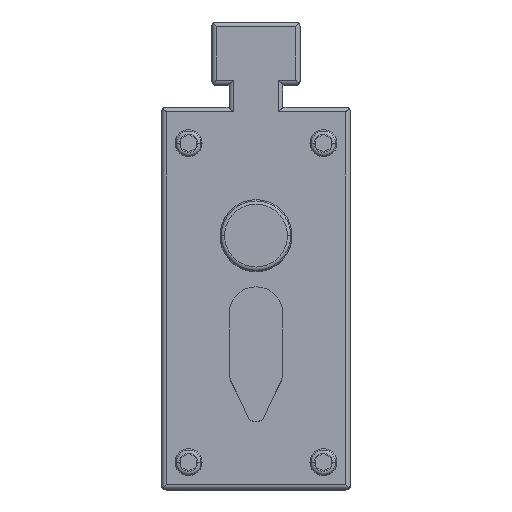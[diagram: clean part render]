
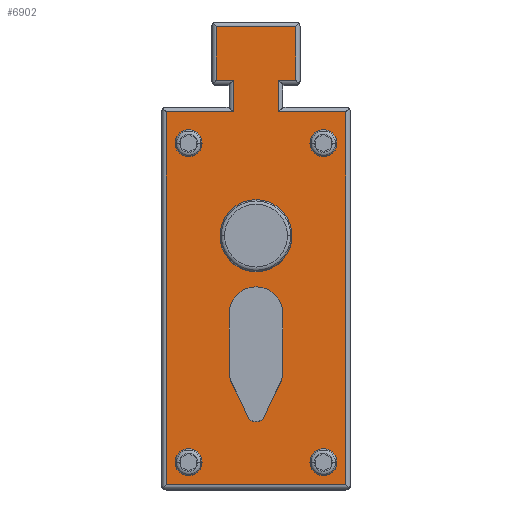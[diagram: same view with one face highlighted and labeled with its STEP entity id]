
A CAD part, top view. The second image highlights one B-rep face of the part: STEP entity #6902.
In plain terms, the highlighted planar face has unit normal (0, 0, 1).
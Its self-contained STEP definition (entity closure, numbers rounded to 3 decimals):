
#5912=CARTESIAN_POINT('',(10.5,30.,0.));
#5913=DIRECTION('',(0.,0.,-1.));
#5914=DIRECTION('',(0.,-1.,0.));
#5915=AXIS2_PLACEMENT_3D('',#5912,#5913,#5914);
#5920=CARTESIAN_POINT('',(10.5,30.,0.));
#5921=DIRECTION('',(0.,0.,-1.));
#5922=DIRECTION('',(1.,0.,0.));
#5923=AXIS2_PLACEMENT_3D('',#5920,#5921,#5922);
#5928=CARTESIAN_POINT('',(10.5,30.,0.));
#5929=DIRECTION('',(0.,0.,-1.));
#5930=DIRECTION('',(-1.,0.,0.));
#5931=AXIS2_PLACEMENT_3D('',#5928,#5929,#5930);
#5946=DIRECTION('',(1.,0.,0.));
#5947=VECTOR('',#5946,7.5);
#5948=CARTESIAN_POINT('',(13.,42.,0.));
#5949=LINE('',#5948,#5947);
#6171=DIRECTION('',(0.,1.,0.));
#6172=VECTOR('',#6171,3.5);
#6173=CARTESIAN_POINT('',(8.,42.,0.));
#6174=LINE('',#6173,#6172);
#6225=DIRECTION('',(1.,0.,0.));
#6226=VECTOR('',#6225,7.5);
#6227=CARTESIAN_POINT('',(0.5,42.,0.));
#6228=LINE('',#6227,#6226);
#6237=CARTESIAN_POINT('',(0.5,42.,0.));
#6269=DIRECTION('',(0.,1.,0.));
#6270=VECTOR('',#6269,41.5);
#6271=CARTESIAN_POINT('',(0.5,0.5,0.));
#6272=LINE('',#6271,#6270);
#6313=DIRECTION('',(-1.,0.,0.));
#6314=VECTOR('',#6313,20.);
#6315=CARTESIAN_POINT('',(20.5,0.5,0.));
#6316=LINE('',#6315,#6314);
#6325=CARTESIAN_POINT('',(20.5,0.5,0.));
#6340=DIRECTION('',(0.,-1.,0.));
#6341=VECTOR('',#6340,41.5);
#6342=CARTESIAN_POINT('',(20.5,42.,0.));
#6343=LINE('',#6342,#6341);
#6352=CARTESIAN_POINT('',(20.5,42.,0.));
#6384=DIRECTION('',(-1.,0.,0.));
#6385=VECTOR('',#6384,1.9);
#6386=CARTESIAN_POINT('',(8.,45.5,0.));
#6387=LINE('',#6386,#6385);
#6484=DIRECTION('',(0.,-1.,0.));
#6485=VECTOR('',#6484,3.5);
#6486=CARTESIAN_POINT('',(13.,45.5,0.));
#6487=LINE('',#6486,#6485);
#6534=CARTESIAN_POINT('',(13.,42.,0.));
#6561=DIRECTION('',(-1.,0.,0.));
#6562=VECTOR('',#6561,1.9);
#6563=CARTESIAN_POINT('',(14.9,45.5,0.));
#6564=LINE('',#6563,#6562);
#6573=CARTESIAN_POINT('',(14.9,45.5,0.));
#6588=DIRECTION('',(0.,-1.,0.));
#6589=VECTOR('',#6588,6.);
#6590=CARTESIAN_POINT('',(14.9,51.5,0.));
#6591=LINE('',#6590,#6589);
#6600=CARTESIAN_POINT('',(14.9,51.5,0.));
#6632=DIRECTION('',(1.,0.,0.));
#6633=VECTOR('',#6632,8.8);
#6634=CARTESIAN_POINT('',(6.1,51.5,0.));
#6635=LINE('',#6634,#6633);
#6693=DIRECTION('',(0.,1.,0.));
#6694=VECTOR('',#6693,6.);
#6695=CARTESIAN_POINT('',(6.1,45.5,0.));
#6696=LINE('',#6695,#6694);
#6705=CARTESIAN_POINT('',(6.1,45.5,0.));
#6786=VERTEX_POINT('',#6325);
#6787=CARTESIAN_POINT('',(0.5,0.5,0.));
#6788=VERTEX_POINT('',#6787);
#6795=VERTEX_POINT('',#6352);
#6799=VERTEX_POINT('',#6534);
#6806=VERTEX_POINT('',#6237);
#6807=CARTESIAN_POINT('',(8.,42.,0.));
#6808=VERTEX_POINT('',#6807);
#6816=VERTEX_POINT('',#6573);
#6817=CARTESIAN_POINT('',(13.,45.5,0.));
#6818=VERTEX_POINT('',#6817);
#6823=VERTEX_POINT('',#6600);
#6830=VERTEX_POINT('',#6705);
#6831=CARTESIAN_POINT('',(6.1,51.5,0.));
#6832=VERTEX_POINT('',#6831);
#6838=CARTESIAN_POINT('',(8.,45.5,0.));
#6839=VERTEX_POINT('',#6838);
#6843=CARTESIAN_POINT('',(12.5,30.,0.));
#6845=VERTEX_POINT('',#6843);
#6846=CARTESIAN_POINT('',(8.5,30.,0.));
#6847=VERTEX_POINT('',#6846);
#6848=CARTESIAN_POINT('',(10.5,28.,0.));
#6849=VERTEX_POINT('',#6848);
#6864=CARTESIAN_POINT('',(10.5,26.186,0.));
#6865=DIRECTION('',(0.,0.,1.));
#6866=DIRECTION('',(1.,0.,0.));
#6867=AXIS2_PLACEMENT_3D('',#6864,#6865,#6866);
#6868=PLANE('',#6867);
#6870=ORIENTED_EDGE('',*,*,#6869,.T.);
#6872=ORIENTED_EDGE('',*,*,#6871,.T.);
#6874=ORIENTED_EDGE('',*,*,#6873,.T.);
#6876=ORIENTED_EDGE('',*,*,#6875,.T.);
#6878=ORIENTED_EDGE('',*,*,#6877,.T.);
#6880=ORIENTED_EDGE('',*,*,#6879,.T.);
#6882=ORIENTED_EDGE('',*,*,#6881,.T.);
#6884=ORIENTED_EDGE('',*,*,#6883,.T.);
#6886=ORIENTED_EDGE('',*,*,#6885,.T.);
#6888=ORIENTED_EDGE('',*,*,#6887,.T.);
#6890=ORIENTED_EDGE('',*,*,#6889,.T.);
#6892=ORIENTED_EDGE('',*,*,#6891,.T.);
#6893=EDGE_LOOP('',(#6870,#6872,#6874,#6876,#6878,#6880,#6882,#6884,#6886,#6888,
#6890,#6892));
#6894=FACE_OUTER_BOUND('',#6893,.F.);
#6896=ORIENTED_EDGE('',*,*,#6895,.F.);
#6898=ORIENTED_EDGE('',*,*,#6897,.F.);
#6899=ORIENTED_EDGE('',*,*,#6855,.F.);
#6900=EDGE_LOOP('',(#6896,#6898,#6899));
#6901=FACE_BOUND('',#6900,.F.);
#5916=CIRCLE('',#5915,2.);
#5924=CIRCLE('',#5923,2.);
#5932=CIRCLE('',#5931,2.);
#6855=EDGE_CURVE('',#6847,#6845,#5932,.T.);
#6869=EDGE_CURVE('',#6799,#6795,#5949,.T.);
#6871=EDGE_CURVE('',#6795,#6786,#6343,.T.);
#6873=EDGE_CURVE('',#6786,#6788,#6316,.T.);
#6875=EDGE_CURVE('',#6788,#6806,#6272,.T.);
#6877=EDGE_CURVE('',#6806,#6808,#6228,.T.);
#6879=EDGE_CURVE('',#6808,#6839,#6174,.T.);
#6881=EDGE_CURVE('',#6839,#6830,#6387,.T.);
#6883=EDGE_CURVE('',#6830,#6832,#6696,.T.);
#6885=EDGE_CURVE('',#6832,#6823,#6635,.T.);
#6887=EDGE_CURVE('',#6823,#6816,#6591,.T.);
#6889=EDGE_CURVE('',#6816,#6818,#6564,.T.);
#6891=EDGE_CURVE('',#6818,#6799,#6487,.T.);
#6895=EDGE_CURVE('',#6849,#6847,#5916,.T.);
#6897=EDGE_CURVE('',#6845,#6849,#5924,.T.);
#6902=ADVANCED_FACE('',(#6894,#6901),#6868,.T.);
